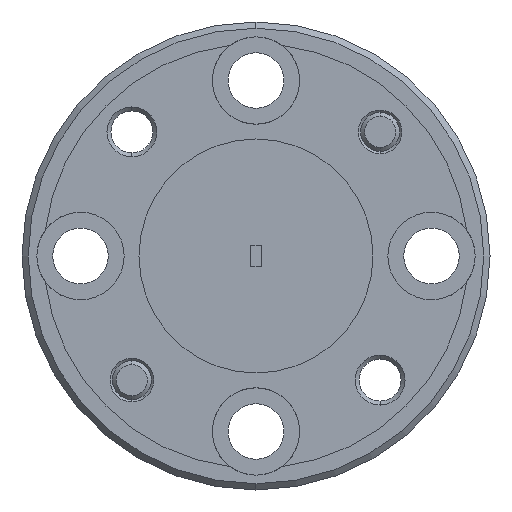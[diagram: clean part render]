
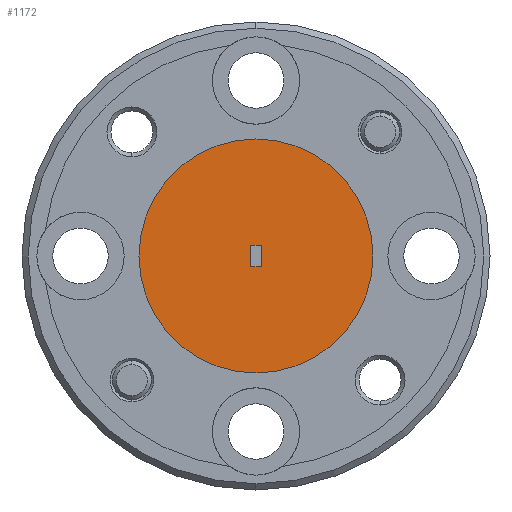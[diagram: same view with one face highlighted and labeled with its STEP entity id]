
A CAD part, left-side view. The second image highlights one B-rep face of the part: STEP entity #1172.
In plain terms, the highlighted planar face has unit normal (-1, 0, 0).
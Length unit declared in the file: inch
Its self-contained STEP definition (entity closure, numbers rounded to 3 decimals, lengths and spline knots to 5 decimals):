
#7 = LINE ( 'NONE', #2105, #185 ) ;
#21 = CARTESIAN_POINT ( 'NONE',  ( -0.03, 0., 0. ) ) ;
#32 = VERTEX_POINT ( 'NONE', #1184 ) ;
#71 = VERTEX_POINT ( 'NONE', #440 ) ;
#81 = DIRECTION ( 'NONE',  ( -1., 0., 0. ) ) ;
#116 = VERTEX_POINT ( 'NONE', #1560 ) ;
#178 = PLANE ( 'NONE',  #1404 ) ;
#185 = VECTOR ( 'NONE', #1697, 39.37008 ) ;
#231 = LINE ( 'NONE', #1016, #500 ) ;
#246 = DIRECTION ( 'NONE',  ( 0., 0., 1. ) ) ;
#280 = CARTESIAN_POINT ( 'NONE',  ( -0.03, 0., -0.1875 ) ) ;
#317 = ORIENTED_EDGE ( 'NONE', *, *, #2137, .T. ) ;
#337 = EDGE_CURVE ( 'NONE', #71, #2153, #1858, .T. ) ;
#359 = VERTEX_POINT ( 'NONE', #2120 ) ;
#440 = CARTESIAN_POINT ( 'NONE',  ( -0.03, 0., 0.1875 ) ) ;
#500 = VECTOR ( 'NONE', #246, 39.37008 ) ;
#505 = EDGE_LOOP ( 'NONE', ( #2336, #1508 ) ) ;
#507 = CARTESIAN_POINT ( 'NONE',  ( -0.03, -0.0085, -0.017 ) ) ;
#521 = EDGE_CURVE ( 'NONE', #2153, #71, #607, .T. ) ;
#573 = DIRECTION ( 'NONE',  ( 0., 1., 0. ) ) ;
#592 = DIRECTION ( 'NONE',  ( 0., 0., 1. ) ) ;
#607 = CIRCLE ( 'NONE', #2008, 0.1875 ) ;
#658 = VERTEX_POINT ( 'NONE', #716 ) ;
#716 = CARTESIAN_POINT ( 'NONE',  ( -0.03, 0.0085, 0.017 ) ) ;
#741 = FACE_OUTER_BOUND ( 'NONE', #505, .T. ) ;
#828 = LINE ( 'NONE', #1187, #1366 ) ;
#987 = DIRECTION ( 'NONE',  ( -1., 0., 0. ) ) ;
#988 = EDGE_CURVE ( 'NONE', #359, #658, #828, .T. ) ;
#1005 = DIRECTION ( 'NONE',  ( 0., 0., 1. ) ) ;
#1007 = ORIENTED_EDGE ( 'NONE', *, *, #988, .F. ) ;
#1016 = CARTESIAN_POINT ( 'NONE',  ( -0.03, 0.0085, -0.017 ) ) ;
#1146 = CARTESIAN_POINT ( 'NONE',  ( -0.03, 0., 0. ) ) ;
#1157 = DIRECTION ( 'NONE',  ( 1., 0., 0. ) ) ;
#1172 = ADVANCED_FACE ( 'NONE', ( #2289, #741 ), #178, .F. ) ;
#1184 = CARTESIAN_POINT ( 'NONE',  ( -0.03, -0.0085, -0.017 ) ) ;
#1187 = CARTESIAN_POINT ( 'NONE',  ( -0.03, -0.0085, 0.017 ) ) ;
#1366 = VECTOR ( 'NONE', #1786, 39.37008 ) ;
#1404 = AXIS2_PLACEMENT_3D ( 'NONE', #1146, #1157, #573 ) ;
#1407 = CARTESIAN_POINT ( 'NONE',  ( -0.03, 0., 0. ) ) ;
#1411 = VECTOR ( 'NONE', #2372, 39.37008 ) ;
#1508 = ORIENTED_EDGE ( 'NONE', *, *, #521, .T. ) ;
#1541 = AXIS2_PLACEMENT_3D ( 'NONE', #21, #987, #592 ) ;
#1560 = CARTESIAN_POINT ( 'NONE',  ( -0.03, 0.0085, -0.017 ) ) ;
#1576 = EDGE_CURVE ( 'NONE', #116, #658, #231, .T. ) ;
#1668 = EDGE_LOOP ( 'NONE', ( #1007, #1721, #317, #2097 ) ) ;
#1697 = DIRECTION ( 'NONE',  ( 0., 0., 1. ) ) ;
#1721 = ORIENTED_EDGE ( 'NONE', *, *, #1849, .F. ) ;
#1786 = DIRECTION ( 'NONE',  ( 0., 1., 0. ) ) ;
#1849 = EDGE_CURVE ( 'NONE', #32, #359, #7, .T. ) ;
#1858 = CIRCLE ( 'NONE', #1541, 0.1875 ) ;
#2008 = AXIS2_PLACEMENT_3D ( 'NONE', #1407, #81, #1005 ) ;
#2097 = ORIENTED_EDGE ( 'NONE', *, *, #1576, .T. ) ;
#2105 = CARTESIAN_POINT ( 'NONE',  ( -0.03, -0.0085, -0.017 ) ) ;
#2120 = CARTESIAN_POINT ( 'NONE',  ( -0.03, -0.0085, 0.017 ) ) ;
#2137 = EDGE_CURVE ( 'NONE', #32, #116, #2361, .T. ) ;
#2153 = VERTEX_POINT ( 'NONE', #280 ) ;
#2289 = FACE_BOUND ( 'NONE', #1668, .T. ) ;
#2336 = ORIENTED_EDGE ( 'NONE', *, *, #337, .T. ) ;
#2361 = LINE ( 'NONE', #507, #1411 ) ;
#2372 = DIRECTION ( 'NONE',  ( 0., 1., 0. ) ) ;
